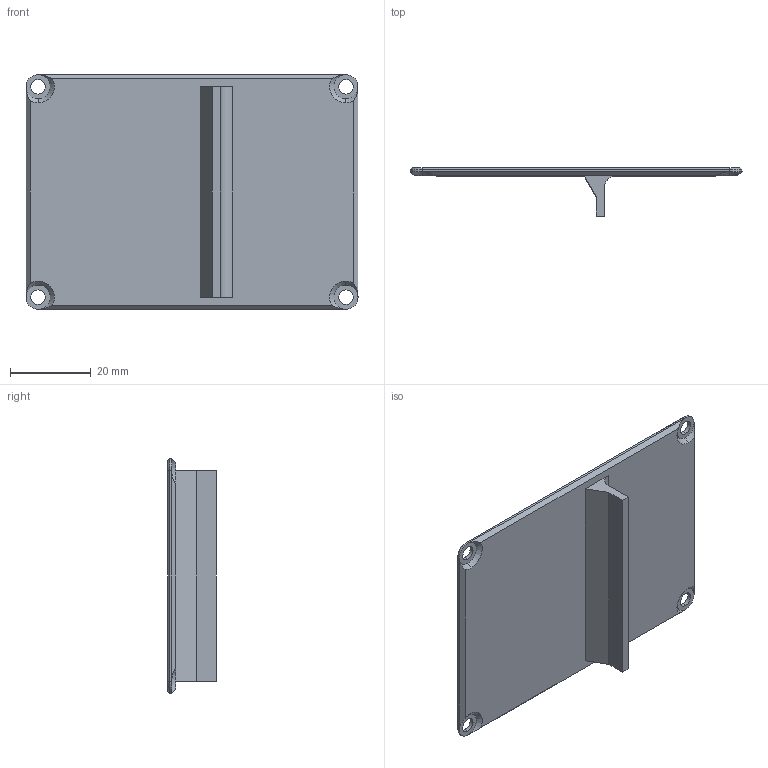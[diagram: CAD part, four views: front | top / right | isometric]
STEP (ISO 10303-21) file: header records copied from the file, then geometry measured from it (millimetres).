
FILE_DESCRIPTION (( 'STEP AP214' ), '1' );
FILE_NAME ('separador.STEP', '2017-06-12T05:49:18', ( '' ), ( '' ), 'SwSTEP 2.0', 'SolidWorks 2014', '' );
FILE_SCHEMA (( 'AUTOMOTIVE_DESIGN' ));
Length unit declared in the file: millimetre
Products named in the file (1): separador
Bounding box: 82 x 12 x 58 mm (x, y, z)
Volume: 10710.3 mm3; surface area: 10689.8 mm2
Topology: 1 solids, 1 shells, 48 faces, 111 edges, 66 vertices
Faces by surface type: plane 24, cylinder 13, cone 11
Entity records: 1451 total; most frequent: CARTESIAN_POINT 296, DIRECTION 245, ORIENTED_EDGE 222, EDGE_CURVE 111, AXIS2_PLACEMENT_3D 93, VERTEX_POINT 66, VECTOR 59, LINE 59
